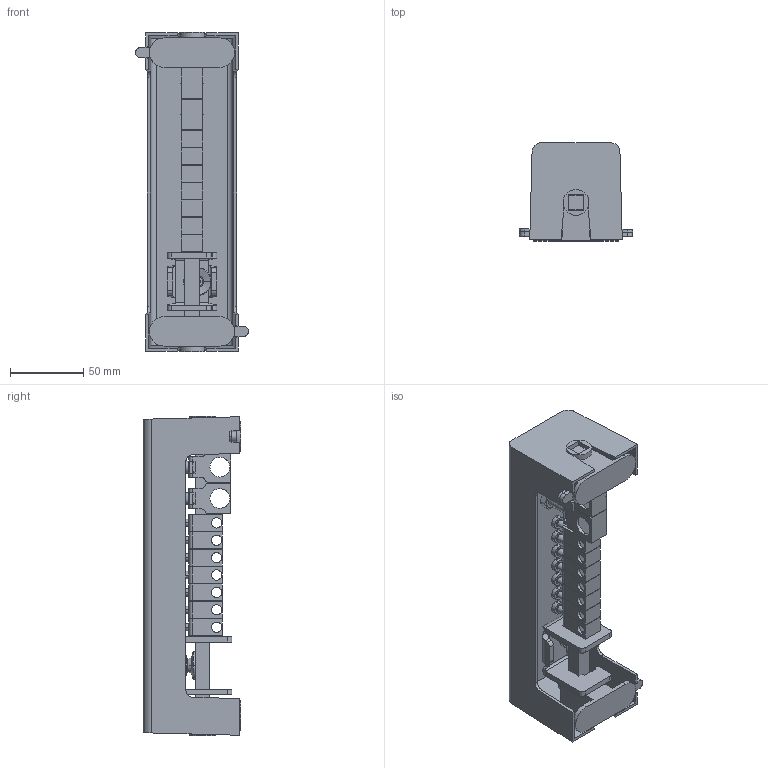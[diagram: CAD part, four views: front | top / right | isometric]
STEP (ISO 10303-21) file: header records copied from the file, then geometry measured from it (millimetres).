
FILE_DESCRIPTION (( 'STEP AP214' ), '1' );
FILE_NAME ('5015650.stp', '2020-12-04T12:59:31', ( '' ), ( '' ), 'SwSTEP 2.0', 'SolidWorks 2020', '' );
FILE_SCHEMA (( 'AUTOMOTIVE_DESIGN' ));
Length unit declared in the file: millimetre
Products named in the file (12): 0065172; 0065170; 016522_Standard; 0065166_5015723 L=212; 0065175_nach dem Gewinde walzen; 171442; 5015650; 0065164_Standard; 020302_„hnlich ISO 4017 - M8 x 20mit Schitz; 0065168; BL638-4_Standard; 0065256
Assembly tree (26 placements, depth 3):
  5015650
    0065164_Standard  x2
    0065166_5015723 L=212
    171442
    0065256
      0065172
      BL638-4_Standard
      0065175_nach dem Gewinde walzen
    0065170  x2
    0065168  x7
    020302_„hnlich ISO 4017 - M8 x 20mit Schitz  x2
    016522_Standard  x7
Bounding box: 77 x 66.5 x 218 mm (x, y, z)
Volume: 151907.1 mm3; surface area: 124316.5 mm2
Topology: 25 solids, 25 shells, 675 faces, 1819 edges, 1186 vertices
Faces by surface type: plane 383, cylinder 224, cone 60, bspline 8
Entity records: 13525 total; most frequent: CARTESIAN_POINT 2384, ORIENTED_EDGE 1762, DIRECTION 1715, EDGE_CURVE 881, AXIS2_PLACEMENT_3D 575, VERTEX_POINT 568, VECTOR 565, LINE 565
